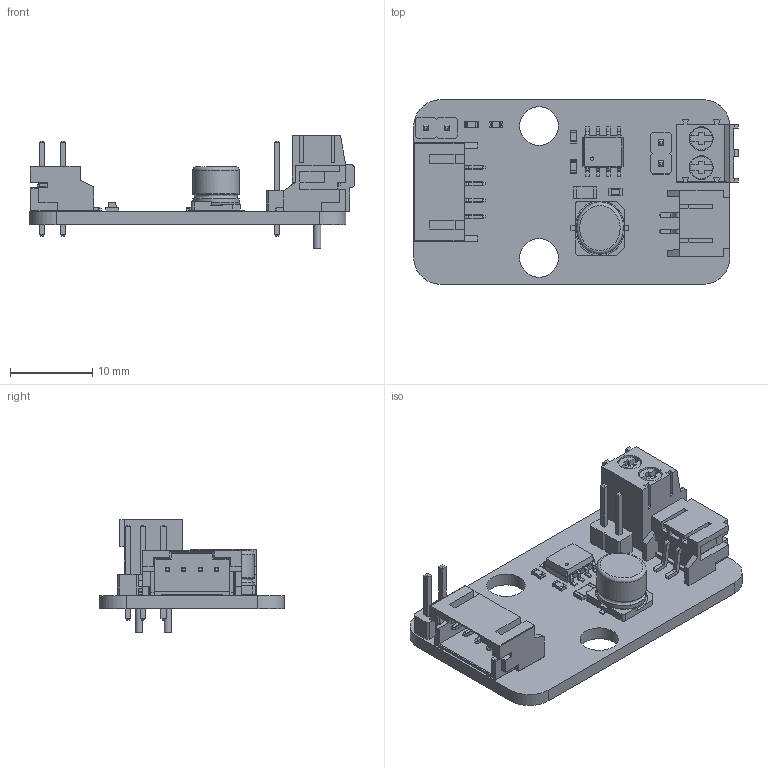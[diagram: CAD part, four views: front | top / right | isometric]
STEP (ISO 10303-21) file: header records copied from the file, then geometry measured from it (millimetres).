
FILE_DESCRIPTION(('KiCad electronic assembly'),'2;1');
FILE_NAME('SS6625E.step','2025-07-16T16:21:29',('Pcbnew'),('Kicad'), 'Open CASCADE STEP processor 7.8','KiCad to STEP converter','Unknown' );
FILE_SCHEMA(('AUTOMOTIVE_DESIGN { 1 0 10303 214 1 1 1 1 }'));
Length unit declared in the file: millimetre
Products named in the file (22): SS6625E 1; C_0603_1608Metric; TerminalBlock_Phoenix_PT-1,5-2-3.5-H_1x02_P3.50mm_Horizontal; TerminalBlock_Phoenix_PT_15_2_35_H_1x02_P350mm_Horizontal; Fuse_1206_3216Metric; R_0603_1608Metric; User Library-ph2_0_2p_wt; D9ABA024-CB1C-41D8-876C-9C3CCA401998; PinHeader_1x02_P2.54mm_Vertical; PinHeader_1x02_P254mm_Vertical; C_Elec_6.3x5.4; C_Elec_63x54; User Library-PH2_0-4PWB; User Library-PH2.0-4PWB; SO-8_3.9x4.9mm_P1.27mm; CQ assembly; LED_0603_1608Metric_Castellated; _autosave-SS6625E_PCB
Assembly tree (24 placements, depth 3):
  SS6625E 1
    C_0603_1608Metric
      C_0603_1608Metric
    TerminalBlock_Phoenix_PT-1,5-2-3.5-H_1x02_P3.50mm_Horizontal
      TerminalBlock_Phoenix_PT_15_2_35_H_1x02_P350mm_Horizontal
    Fuse_1206_3216Metric
      Fuse_1206_3216Metric
    R_0603_1608Metric  x3
      R_0603_1608Metric
    User Library-ph2_0_2p_wt
      D9ABA024-CB1C-41D8-876C-9C3CCA401998
    PinHeader_1x02_P2.54mm_Vertical  x2
      PinHeader_1x02_P254mm_Vertical
    C_Elec_6.3x5.4
      C_Elec_63x54
    User Library-PH2_0-4PWB
      User Library-PH2.0-4PWB
    SO-8_3.9x4.9mm_P1.27mm
      CQ assembly
    LED_0603_1608Metric_Castellated
      LED_0603_1608Metric_Castellated
    _autosave-SS6625E_PCB
Bounding box: 39.4 x 22.4 x 13.7 mm (x, y, z)
Volume: 2229.9 mm3; surface area: 4252.1 mm2
Topology: 30 solids, 30 shells, 1470 faces, 3848 edges, 2486 vertices
Faces by surface type: plane 1040, cylinder 244, bspline 150, torus 32, sphere 4
Full cylindrical faces by diameter (mm): 0.4 x2, 0.85 x7, 0.9 x2, 1 x2, 2.7 x2, 2.9 x2, 4.7 x2
Entity records: 44701 total; most frequent: CARTESIAN_POINT 9483, ORIENTED_EDGE 7172, DIRECTION 5968, EDGE_CURVE 3586, LINE 2730, VECTOR 2730, VERTEX_POINT 2322, AXIS2_PLACEMENT_3D 1619
